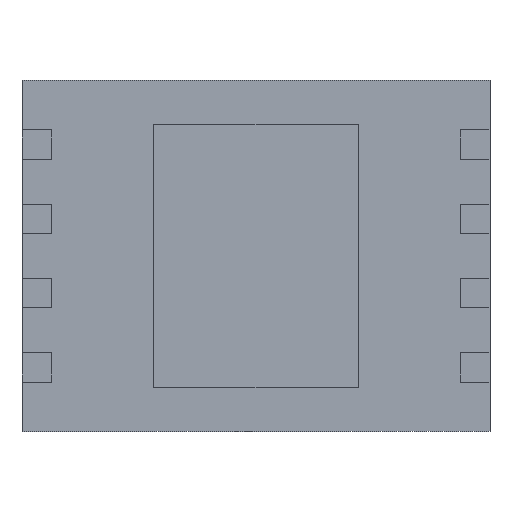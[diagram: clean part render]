
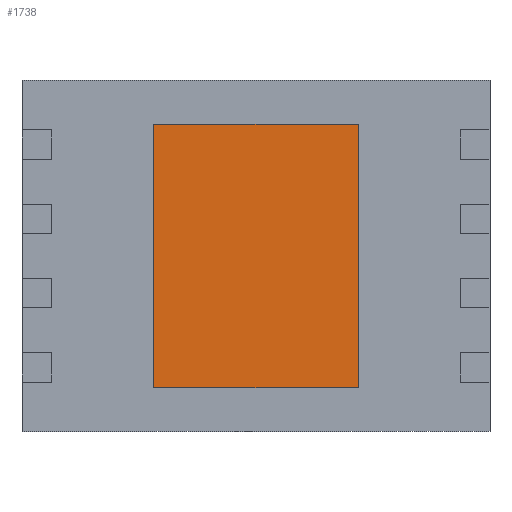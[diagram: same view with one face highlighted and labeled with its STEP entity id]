
A CAD part, front view. The second image highlights one B-rep face of the part: STEP entity #1738.
In plain terms, the highlighted planar face has unit normal (0, -1, 0).
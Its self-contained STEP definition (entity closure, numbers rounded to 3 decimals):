
#135=FACE_OUTER_BOUND('',#236,.T.);
#236=EDGE_LOOP('',(#1535,#1536,#1537,#1538));
#455=LINE('',#2759,#684);
#459=LINE('',#2767,#688);
#462=LINE('',#2773,#691);
#465=LINE('',#2778,#694);
#684=VECTOR('',#2275,10.);
#688=VECTOR('',#2281,10.);
#691=VECTOR('',#2286,10.);
#694=VECTOR('',#2291,10.);
#842=VERTEX_POINT('',#2757);
#843=VERTEX_POINT('',#2758);
#846=VERTEX_POINT('',#2766);
#848=VERTEX_POINT('',#2772);
#1069=EDGE_CURVE('',#842,#843,#455,.T.);
#1073=EDGE_CURVE('',#843,#846,#459,.T.);
#1076=EDGE_CURVE('',#846,#848,#462,.T.);
#1079=EDGE_CURVE('',#848,#842,#465,.T.);
#1535=ORIENTED_EDGE('',*,*,#1079,.T.);
#1536=ORIENTED_EDGE('',*,*,#1069,.T.);
#1537=ORIENTED_EDGE('',*,*,#1073,.T.);
#1538=ORIENTED_EDGE('',*,*,#1076,.T.);
#1639=PLANE('',#1862);
#1738=ADVANCED_FACE('',(#135),#1639,.T.);
#1862=AXIS2_PLACEMENT_3D('',#2780,#2293,#2294);
#2275=DIRECTION('',(-1.,0.,0.));
#2281=DIRECTION('',(0.,0.,-1.));
#2286=DIRECTION('',(1.,0.,0.));
#2291=DIRECTION('',(0.,0.,1.));
#2293=DIRECTION('center_axis',(0.,-1.,0.));
#2294=DIRECTION('ref_axis',(1.,0.,0.));
#2757=CARTESIAN_POINT('',(1.75,0.,2.25));
#2758=CARTESIAN_POINT('',(-1.75,0.,2.25));
#2759=CARTESIAN_POINT('',(1.75,0.,2.25));
#2766=CARTESIAN_POINT('',(-1.75,0.,-2.25));
#2767=CARTESIAN_POINT('',(-1.75,0.,2.25));
#2772=CARTESIAN_POINT('',(1.75,0.,-2.25));
#2773=CARTESIAN_POINT('',(-1.75,0.,-2.25));
#2778=CARTESIAN_POINT('',(1.75,0.,-2.25));
#2780=CARTESIAN_POINT('Origin',(0.,0.,0.));
